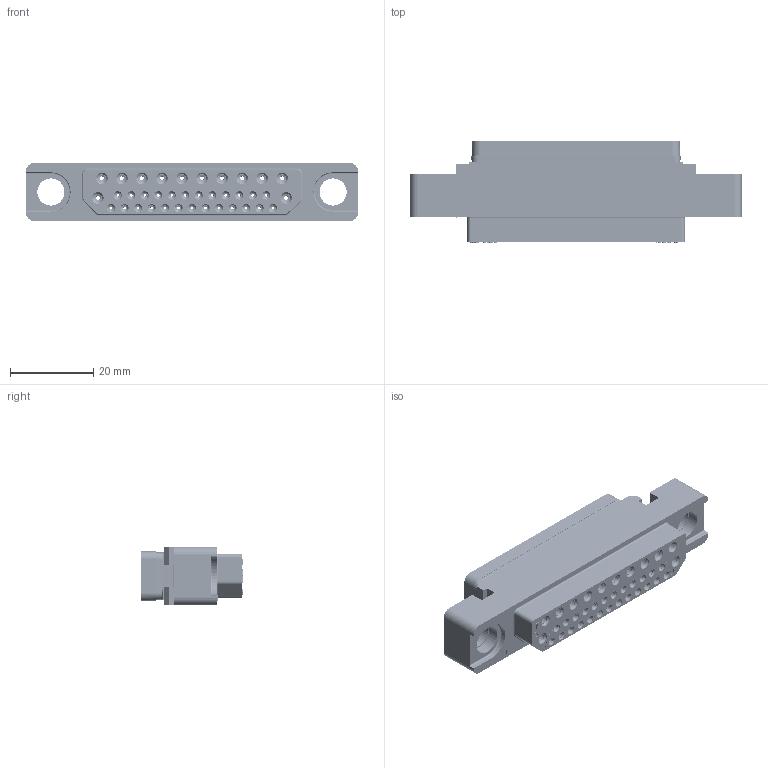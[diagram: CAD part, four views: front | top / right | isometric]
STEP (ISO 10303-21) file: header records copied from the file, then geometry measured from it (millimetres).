
FILE_DESCRIPTION((''),'2;1');
FILE_NAME('1900ND09S1X00C','2019-10-29T',('presta_be4'),(''),'CREO PARAMETRIC BY PTC INC, 2018360','CREO PARAMETRIC BY PTC INC, 2018360','');
FILE_SCHEMA(('CONFIG_CONTROL_DESIGN'));
Products named in the file (1): 1900ND09S1X00C
Bounding box: 80 x 24.4 x 14 mm (x, y, z)
Volume: 12888.2 mm3; surface area: 15918.4 mm2
Topology: 2 solids, 2 shells, 3468 faces, 7916 edges, 4694 vertices
Faces by surface type: plane 1040, cylinder 864, torus 846, cone 718
Entity records: 97708 total; most frequent: DIRECTION 18850, CARTESIAN_POINT 16248, ORIENTED_EDGE 15832, EDGE_CURVE 7916, AXIS2_PLACEMENT_3D 7486, VERTEX_POINT 4694, CIRCLE 4018, EDGE_LOOP 3952
